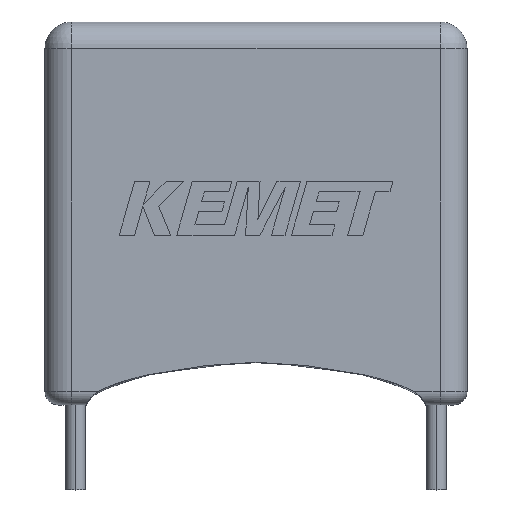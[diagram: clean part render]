
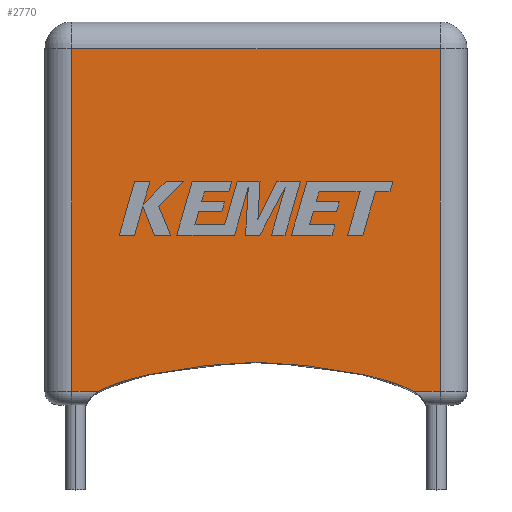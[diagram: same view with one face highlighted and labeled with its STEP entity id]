
A CAD part, top view. The second image highlights one B-rep face of the part: STEP entity #2770.
In plain terms, the highlighted planar face has unit normal (0, 0, 1).
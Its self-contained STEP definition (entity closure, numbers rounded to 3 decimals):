
#142 = VECTOR ( 'NONE', #330, 1000. ) ;
#217 = VERTEX_POINT ( 'NONE', #2407 ) ;
#278 = CARTESIAN_POINT ( 'NONE',  ( 13.745, 0.5, 7.62 ) ) ;
#281 = EDGE_CURVE ( 'NONE', #893, #3028, #1442, .T. ) ;
#317 = CARTESIAN_POINT ( 'NONE',  ( 9.195, 1.58, 7.62 ) ) ;
#330 = DIRECTION ( 'NONE',  ( 0., -1., 0. ) ) ;
#351 = CARTESIAN_POINT ( 'NONE',  ( 7.875, 1.58, 7.62 ) ) ;
#395 = EDGE_CURVE ( 'NONE', #3726, #1055, #940, .T. ) ;
#465 = VECTOR ( 'NONE', #2092, 1000. ) ;
#622 = LINE ( 'NONE', #3964, #1194 ) ;
#674 = CARTESIAN_POINT ( 'NONE',  ( 14.75, 0.5, 7.62 ) ) ;
#791 = LINE ( 'NONE', #1410, #465 ) ;
#861 = AXIS2_PLACEMENT_3D ( 'NONE', #2763, #2500, #4092 ) ;
#893 = VERTEX_POINT ( 'NONE', #278 ) ;
#916 = VERTEX_POINT ( 'NONE', #1857 ) ;
#940 = LINE ( 'NONE', #2603, #142 ) ;
#1055 = VERTEX_POINT ( 'NONE', #3651 ) ;
#1174 = PLANE ( 'NONE',  #861 ) ;
#1194 = VECTOR ( 'NONE', #4242, 1000. ) ;
#1214 = DIRECTION ( 'NONE',  ( -1., 0., 0. ) ) ;
#1227 = ORIENTED_EDGE ( 'NONE', *, *, #3361, .F. ) ;
#1410 = CARTESIAN_POINT ( 'NONE',  ( 14.75, 0., 7.62 ) ) ;
#1440 = VECTOR ( 'NONE', #3709, 1000. ) ;
#1442 = LINE ( 'NONE', #4097, #1440 ) ;
#1445 = CARTESIAN_POINT ( 'NONE',  ( 1., 13.28, 7.62 ) ) ;
#1481 = ORIENTED_EDGE ( 'NONE', *, *, #2174, .T. ) ;
#1664 = CARTESIAN_POINT ( 'NONE',  ( 7.875, 1.58, 7.62 ) ) ;
#1707 = ORIENTED_EDGE ( 'NONE', *, *, #281, .T. ) ;
#1799 = ORIENTED_EDGE ( 'NONE', *, *, #395, .T. ) ;
#1857 = CARTESIAN_POINT ( 'NONE',  ( 2.005, 0.5, 7.62 ) ) ;
#1966 = CARTESIAN_POINT ( 'NONE',  ( 7.875, 1.58, 7.62 ) ) ;
#1994 = CARTESIAN_POINT ( 'NONE',  ( 3.241, 1.236, 7.62 ) ) ;
#2044 = CARTESIAN_POINT ( 'NONE',  ( 13.745, 0.5, 7.62 ) ) ;
#2092 = DIRECTION ( 'NONE',  ( 0., 1., 0. ) ) ;
#2129 = EDGE_LOOP ( 'NONE', ( #1481, #1707, #3486, #4192, #1799, #3081, #1227 ) ) ;
#2157 = FACE_OUTER_BOUND ( 'NONE', #2129, .T. ) ;
#2174 = EDGE_CURVE ( 'NONE', #4035, #893, #3885, .T. ) ;
#2255 = EDGE_CURVE ( 'NONE', #217, #3726, #4106, .T. ) ;
#2350 = VECTOR ( 'NONE', #1214, 1000. ) ;
#2407 = CARTESIAN_POINT ( 'NONE',  ( 14.75, 13.28, 7.62 ) ) ;
#2500 = DIRECTION ( 'NONE',  ( 0., 0., -1. ) ) ;
#2603 = CARTESIAN_POINT ( 'NONE',  ( 1., 0., 7.62 ) ) ;
#2763 = CARTESIAN_POINT ( 'NONE',  ( 0., 0., 7.62 ) ) ;
#2770 = ADVANCED_FACE ( 'NONE', ( #2157 ), #1174, .F. ) ;
#2827 = EDGE_CURVE ( 'NONE', #1055, #916, #622, .T. ) ;
#2869 = B_SPLINE_CURVE_WITH_KNOTS ( 'NONE', 3,
 ( #1664, #3665, #1994, #3314 ),
 .UNSPECIFIED., .F., .F.,
 ( 4, 4 ),
 ( 0., 0.83 ),
 .UNSPECIFIED. ) ;
#3028 = VERTEX_POINT ( 'NONE', #674 ) ;
#3047 = CARTESIAN_POINT ( 'NONE',  ( 12.509, 1.236, 7.62 ) ) ;
#3081 = ORIENTED_EDGE ( 'NONE', *, *, #2827, .T. ) ;
#3314 = CARTESIAN_POINT ( 'NONE',  ( 2.005, 0.5, 7.62 ) ) ;
#3361 = EDGE_CURVE ( 'NONE', #4035, #916, #2869, .T. ) ;
#3455 = CARTESIAN_POINT ( 'NONE',  ( 0., 13.28, 7.62 ) ) ;
#3486 = ORIENTED_EDGE ( 'NONE', *, *, #3868, .T. ) ;
#3651 = CARTESIAN_POINT ( 'NONE',  ( 1., 0.5, 7.62 ) ) ;
#3665 = CARTESIAN_POINT ( 'NONE',  ( 6.555, 1.58, 7.62 ) ) ;
#3709 = DIRECTION ( 'NONE',  ( 1., 0., 0. ) ) ;
#3726 = VERTEX_POINT ( 'NONE', #1445 ) ;
#3868 = EDGE_CURVE ( 'NONE', #3028, #217, #791, .T. ) ;
#3885 = B_SPLINE_CURVE_WITH_KNOTS ( 'NONE', 3,
 ( #351, #317, #3047, #2044 ),
 .UNSPECIFIED., .F., .F.,
 ( 4, 4 ),
 ( 0., 0.83 ),
 .UNSPECIFIED. ) ;
#3964 = CARTESIAN_POINT ( 'NONE',  ( 0., 0.5, 7.62 ) ) ;
#4035 = VERTEX_POINT ( 'NONE', #1966 ) ;
#4092 = DIRECTION ( 'NONE',  ( -1., 0., 0. ) ) ;
#4097 = CARTESIAN_POINT ( 'NONE',  ( 0., 0.5, 7.62 ) ) ;
#4106 = LINE ( 'NONE', #3455, #2350 ) ;
#4192 = ORIENTED_EDGE ( 'NONE', *, *, #2255, .T. ) ;
#4242 = DIRECTION ( 'NONE',  ( 1., 0., 0. ) ) ;
